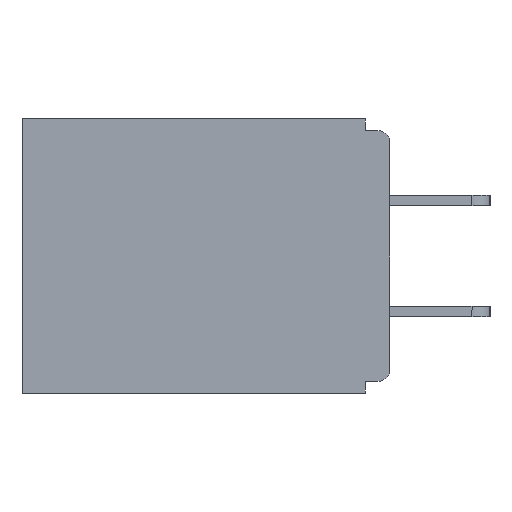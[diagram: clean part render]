
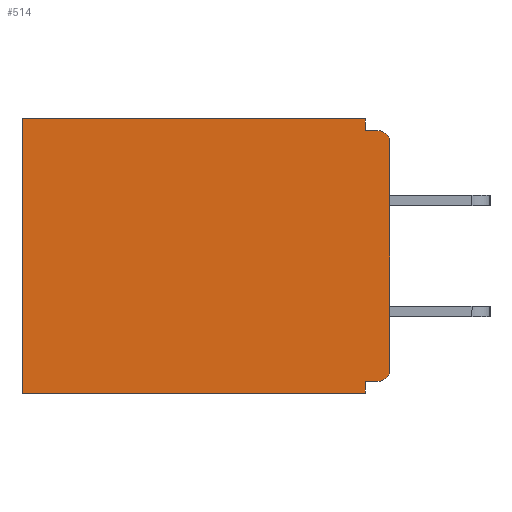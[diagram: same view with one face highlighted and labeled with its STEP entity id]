
A CAD part, left-side view. The second image highlights one B-rep face of the part: STEP entity #514.
In plain terms, the highlighted planar face has unit normal (-1, 0, 0).
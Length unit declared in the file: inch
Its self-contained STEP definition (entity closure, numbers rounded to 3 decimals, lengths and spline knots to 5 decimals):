
#419 = LINE ( 'NONE', #20902, #11090 ) ;
#514 = ADVANCED_FACE ( 'NONE', ( #14245 ), #11071, .F. ) ;
#526 = VERTEX_POINT ( 'NONE', #23593 ) ;
#1073 = LINE ( 'NONE', #20411, #17480 ) ;
#1692 = DIRECTION ( 'NONE',  ( 0., 0., -1. ) ) ;
#1766 = VERTEX_POINT ( 'NONE', #18257 ) ;
#1823 = LINE ( 'NONE', #18549, #13192 ) ;
#2216 = EDGE_LOOP ( 'NONE', ( #11162, #14270, #13023, #11408, #7248, #15084, #7209, #24953, #24147, #9554 ) ) ;
#2871 = EDGE_CURVE ( 'NONE', #9726, #10798, #4837, .T. ) ;
#2922 = CARTESIAN_POINT ( 'NONE',  ( 0.298, 0.031, 0. ) ) ;
#3100 = VECTOR ( 'NONE', #24570, 39.37008 ) ;
#3271 = EDGE_CURVE ( 'NONE', #4904, #1766, #15500, .T. ) ;
#3382 = VECTOR ( 'NONE', #22271, 39.37008 ) ;
#4245 = EDGE_CURVE ( 'NONE', #1766, #4801, #8843, .T. ) ;
#4378 = DIRECTION ( 'NONE',  ( 0., 0., -1. ) ) ;
#4801 = VERTEX_POINT ( 'NONE', #15373 ) ;
#4837 = LINE ( 'NONE', #16763, #13504 ) ;
#4904 = VERTEX_POINT ( 'NONE', #2922 ) ;
#5035 = CARTESIAN_POINT ( 'NONE',  ( 0.298, 0., -0.313 ) ) ;
#5289 = CIRCLE ( 'NONE', #18134, 0.015 ) ;
#5914 = DIRECTION ( 'NONE',  ( 0., 0., -1. ) ) ;
#6721 = DIRECTION ( 'NONE',  ( 0., 1., 0. ) ) ;
#6873 = EDGE_CURVE ( 'NONE', #9726, #11378, #17029, .T. ) ;
#7116 = EDGE_CURVE ( 'NONE', #4904, #9929, #12782, .T. ) ;
#7209 = ORIENTED_EDGE ( 'NONE', *, *, #19252, .F. ) ;
#7248 = ORIENTED_EDGE ( 'NONE', *, *, #4245, .T. ) ;
#7485 = VERTEX_POINT ( 'NONE', #27621 ) ;
#8843 = LINE ( 'NONE', #20162, #3100 ) ;
#9265 = CARTESIAN_POINT ( 'NONE',  ( 0.298, 0.015, -0.03 ) ) ;
#9554 = ORIENTED_EDGE ( 'NONE', *, *, #17035, .F. ) ;
#9708 = DIRECTION ( 'NONE',  ( 0., 1., 0. ) ) ;
#9726 = VERTEX_POINT ( 'NONE', #18436 ) ;
#9929 = VERTEX_POINT ( 'NONE', #20677 ) ;
#10365 = CARTESIAN_POINT ( 'NONE',  ( 0.298, 0.015, -0.313 ) ) ;
#10543 = EDGE_CURVE ( 'NONE', #25598, #7485, #5289, .T. ) ;
#10798 = VERTEX_POINT ( 'NONE', #17485 ) ;
#11071 = PLANE ( 'NONE',  #17083 ) ;
#11090 = VECTOR ( 'NONE', #1692, 39.37008 ) ;
#11162 = ORIENTED_EDGE ( 'NONE', *, *, #10543, .T. ) ;
#11231 = DIRECTION ( 'NONE',  ( -1., 0., 0. ) ) ;
#11262 = CARTESIAN_POINT ( 'NONE',  ( 0.298, 0.031, -0.343 ) ) ;
#11378 = VERTEX_POINT ( 'NONE', #5035 ) ;
#11408 = ORIENTED_EDGE ( 'NONE', *, *, #3271, .T. ) ;
#12782 = LINE ( 'NONE', #11262, #14740 ) ;
#13023 = ORIENTED_EDGE ( 'NONE', *, *, #7116, .F. ) ;
#13192 = VECTOR ( 'NONE', #5914, 39.37008 ) ;
#13228 = DIRECTION ( 'NONE',  ( 1., 0., 0. ) ) ;
#13504 = VECTOR ( 'NONE', #23801, 39.37008 ) ;
#14245 = FACE_OUTER_BOUND ( 'NONE', #2216, .T. ) ;
#14270 = ORIENTED_EDGE ( 'NONE', *, *, #23990, .F. ) ;
#14356 = DIRECTION ( 'NONE',  ( 0., 0., -1. ) ) ;
#14725 = DIRECTION ( 'NONE',  ( -1., 0., 0. ) ) ;
#14740 = VECTOR ( 'NONE', #19723, 39.37008 ) ;
#15084 = ORIENTED_EDGE ( 'NONE', *, *, #23423, .F. ) ;
#15195 = CARTESIAN_POINT ( 'NONE',  ( 0.298, 0., 0. ) ) ;
#15259 = DIRECTION ( 'NONE',  ( 0., 0., -1. ) ) ;
#15373 = CARTESIAN_POINT ( 'NONE',  ( 0.298, 0.46, -0.343 ) ) ;
#15500 = LINE ( 'NONE', #18872, #18519 ) ;
#16763 = CARTESIAN_POINT ( 'NONE',  ( 0.298, 0., -0.328 ) ) ;
#17029 = CIRCLE ( 'NONE', #23828, 0.015 ) ;
#17035 = EDGE_CURVE ( 'NONE', #25598, #11378, #1823, .T. ) ;
#17083 = AXIS2_PLACEMENT_3D ( 'NONE', #15195, #13228, #4378 ) ;
#17480 = VECTOR ( 'NONE', #9708, 39.37008 ) ;
#17485 = CARTESIAN_POINT ( 'NONE',  ( 0.298, 0.031, -0.328 ) ) ;
#18134 = AXIS2_PLACEMENT_3D ( 'NONE', #9265, #11231, #15259 ) ;
#18257 = CARTESIAN_POINT ( 'NONE',  ( 0.298, 0.46, 0. ) ) ;
#18436 = CARTESIAN_POINT ( 'NONE',  ( 0.298, 0.015, -0.328 ) ) ;
#18519 = VECTOR ( 'NONE', #6721, 39.37008 ) ;
#18549 = CARTESIAN_POINT ( 'NONE',  ( 0.298, 0., 0. ) ) ;
#18872 = CARTESIAN_POINT ( 'NONE',  ( 0.298, 0., 0. ) ) ;
#19252 = EDGE_CURVE ( 'NONE', #10798, #526, #419, .T. ) ;
#19723 = DIRECTION ( 'NONE',  ( 0., 0., -1. ) ) ;
#20162 = CARTESIAN_POINT ( 'NONE',  ( 0.298, 0.46, 0. ) ) ;
#20411 = CARTESIAN_POINT ( 'NONE',  ( 0.298, 0., -0.343 ) ) ;
#20677 = CARTESIAN_POINT ( 'NONE',  ( 0.298, 0.031, -0.015 ) ) ;
#20902 = CARTESIAN_POINT ( 'NONE',  ( 0.298, 0.031, -0.343 ) ) ;
#22271 = DIRECTION ( 'NONE',  ( 0., -1., 0. ) ) ;
#23423 = EDGE_CURVE ( 'NONE', #526, #4801, #1073, .T. ) ;
#23542 = CARTESIAN_POINT ( 'NONE',  ( 0.298, 0., -0.03 ) ) ;
#23593 = CARTESIAN_POINT ( 'NONE',  ( 0.298, 0.031, -0.343 ) ) ;
#23801 = DIRECTION ( 'NONE',  ( 0., 1., 0. ) ) ;
#23828 = AXIS2_PLACEMENT_3D ( 'NONE', #10365, #14725, #14356 ) ;
#23990 = EDGE_CURVE ( 'NONE', #9929, #7485, #26189, .T. ) ;
#24147 = ORIENTED_EDGE ( 'NONE', *, *, #6873, .T. ) ;
#24410 = CARTESIAN_POINT ( 'NONE',  ( 0.298, 0., -0.015 ) ) ;
#24570 = DIRECTION ( 'NONE',  ( 0., 0., -1. ) ) ;
#24953 = ORIENTED_EDGE ( 'NONE', *, *, #2871, .F. ) ;
#25598 = VERTEX_POINT ( 'NONE', #23542 ) ;
#26189 = LINE ( 'NONE', #24410, #3382 ) ;
#27621 = CARTESIAN_POINT ( 'NONE',  ( 0.298, 0.015, -0.015 ) ) ;
